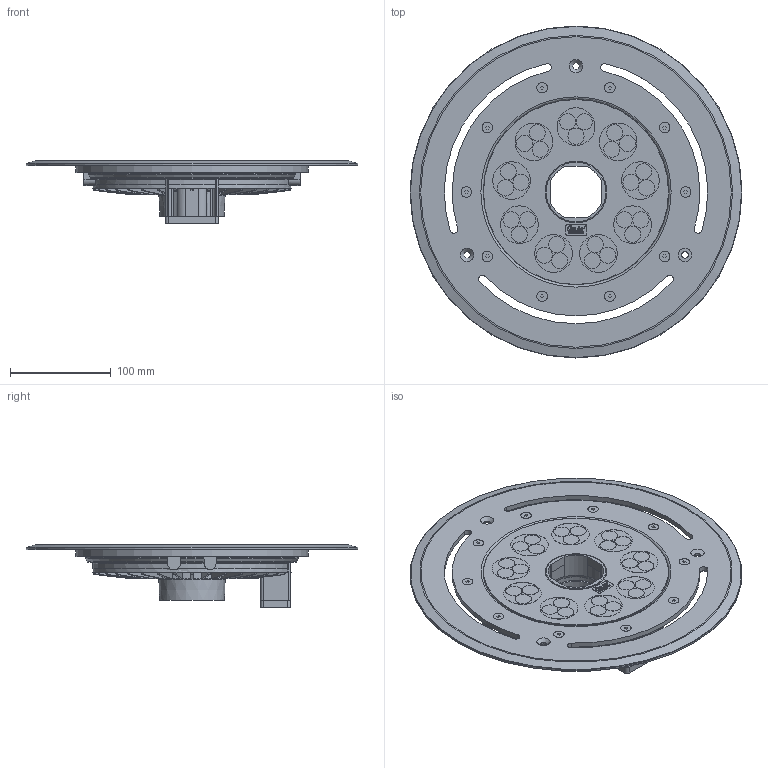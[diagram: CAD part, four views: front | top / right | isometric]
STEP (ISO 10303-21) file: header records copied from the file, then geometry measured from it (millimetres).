
FILE_DESCRIPTION(/* description */ ('','CAx-IF Rec.Pracs.---Representation and Presentation of Product Manufacturing Information (PMI)---4.0---2014-10-13'),/* implementation_level */ '2;1');
FILE_NAME(/* name */ '77883 Splashkit round.stp',/* time_stamp */ '2021-06-18T10:27:48+02:00',/* author */ ('guzb562'),/* organization */ (''),/* preprocessor_version */ 'ST-DEVELOPER v18.1',/* originating_system */ 'Autodesk Inventor 2021',/* authorisation */ '');
FILE_SCHEMA (('AP242_MANAGED_MODEL_BASED_3D_ENGINEERING_MIM_LF { 1 0 10303 442 1 1 4 }'));
Length unit declared in the file: millimetre
Products named in the file (1): 77883 Splashkit round
Bounding box: 330 x 330 x 63.1 mm (x, y, z)
Volume: 1192838.8 mm3; surface area: 235548 mm2
Topology: 1 solids, 1 shells, 965 faces, 3277 edges, 3139 vertices
Faces by surface type: plane 552, cylinder 212, bspline 87, cone 62, torus 52
Full cylindrical faces by diameter (mm): 5.8 x2, 6.6 x3, 10.46 x10, 16.1 x27, 24.246 x1, 27.4 x1, 37.5 x9, 57.151 x1, 60.1 x1, 60.397 x1, 61.546 x1, 184.206 x1, 185.191 x1, 231 x1, 330 x1
Entity records: 39660 total; most frequent: CARTESIAN_POINT 13053, DIRECTION 5033, ORIENTED_EDGE 4948, EDGE_CURVE 2474, AXIS2_PLACEMENT_3D 1822, VERTEX_POINT 1613, LINE 1389, VECTOR 1389
